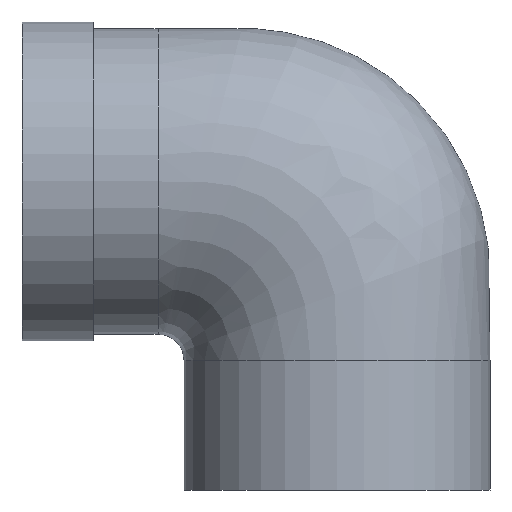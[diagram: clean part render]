
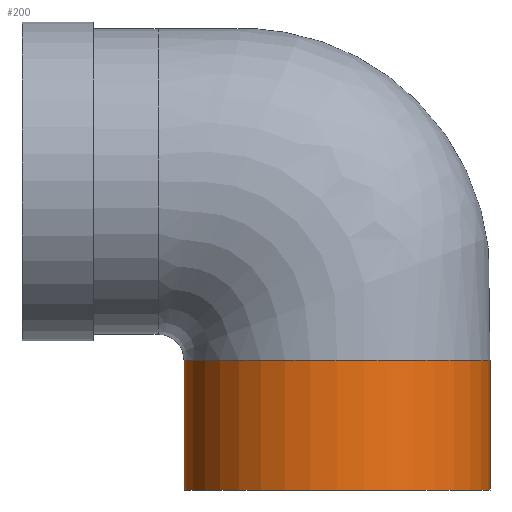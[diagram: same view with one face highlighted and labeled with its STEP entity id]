
A CAD part, left-side view. The second image highlights one B-rep face of the part: STEP entity #200.
In plain terms, the highlighted cylindrical face has radius 11.75 mm (diameter 23.5 mm), a full revolution.
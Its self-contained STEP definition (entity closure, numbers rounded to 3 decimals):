
#21=CYLINDRICAL_SURFACE($,#234,11.75);
#32=FACE_BOUND($,#63,.T.);
#43=FACE_OUTER_BOUND($,#62,.T.);
#62=EDGE_LOOP($,(#176,#177,#178));
#63=EDGE_LOOP($,(#179));
#81=CIRCLE($,#227,11.75);
#82=CIRCLE($,#228,11.75);
#83=CIRCLE($,#229,11.75);
#87=CIRCLE($,#235,11.75);
#103=VERTEX_POINT($,#8084);
#104=VERTEX_POINT($,#8085);
#105=VERTEX_POINT($,#8087);
#109=VERTEX_POINT($,#8119);
#126=EDGE_CURVE($,#103,#104,#81,.T.);
#127=EDGE_CURVE($,#104,#105,#82,.T.);
#128=EDGE_CURVE($,#105,#103,#83,.T.);
#133=EDGE_CURVE($,#109,#109,#87,.T.);
#176=ORIENTED_EDGE($,*,*,#127,.F.);
#177=ORIENTED_EDGE($,*,*,#126,.F.);
#178=ORIENTED_EDGE($,*,*,#128,.F.);
#179=ORIENTED_EDGE($,*,*,#133,.F.);
#200=ADVANCED_FACE($,(#43,#32),#21,.T.);
#227=AXIS2_PLACEMENT_3D($,#8086,#283,#284);
#228=AXIS2_PLACEMENT_3D($,#8088,#285,#286);
#229=AXIS2_PLACEMENT_3D($,#8089,#287,#288);
#234=AXIS2_PLACEMENT_3D($,#8118,#297,#298);
#235=AXIS2_PLACEMENT_3D($,#8120,#299,#300);
#283=DIRECTION('center_axis',(0.,0.,1.));
#284=DIRECTION('ref_axis',(-1.,0.,0.));
#285=DIRECTION('center_axis',(0.,0.,1.));
#286=DIRECTION('ref_axis',(-1.,0.,0.));
#287=DIRECTION('center_axis',(0.,0.,1.));
#288=DIRECTION('ref_axis',(-1.,0.,0.));
#297=DIRECTION('center_axis',(0.,0.,1.));
#298=DIRECTION('ref_axis',(-1.,0.,0.));
#299=DIRECTION('center_axis',(0.,0.,-1.));
#300=DIRECTION('ref_axis',(-1.,0.,0.));
#8084=CARTESIAN_POINT('',(0.,-11.75,9.95));
#8085=CARTESIAN_POINT('',(11.75,0.,9.95));
#8086=CARTESIAN_POINT('Origin',(0.,0.,9.95));
#8087=CARTESIAN_POINT('',(-11.75,0.,9.95));
#8088=CARTESIAN_POINT('Origin',(0.,0.,9.95));
#8089=CARTESIAN_POINT('Origin',(0.,0.,9.95));
#8118=CARTESIAN_POINT('Origin',(0.,0.,0.));
#8119=CARTESIAN_POINT('',(11.75,0.,0.));
#8120=CARTESIAN_POINT('Origin',(0.,0.,0.));
